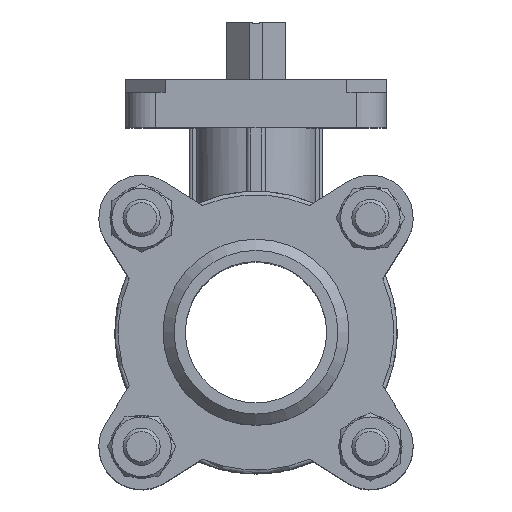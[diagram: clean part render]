
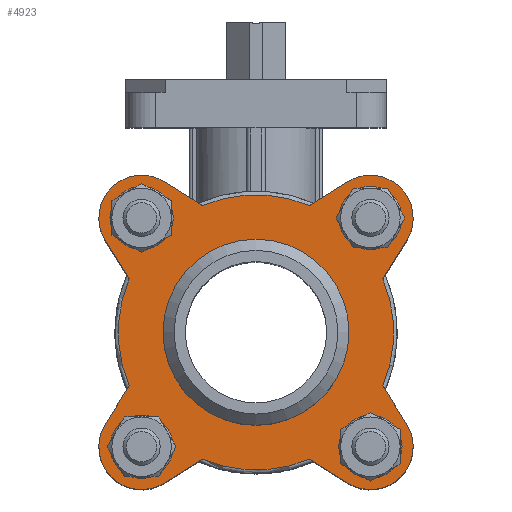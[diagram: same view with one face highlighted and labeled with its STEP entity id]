
A CAD part, top view. The second image highlights one B-rep face of the part: STEP entity #4923.
In plain terms, the highlighted planar face has unit normal (0, 0, 1).
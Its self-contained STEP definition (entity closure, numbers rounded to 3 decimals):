
#174=CIRCLE('',#5314,37.);
#177=CIRCLE('',#5318,37.);
#179=CIRCLE('',#5321,37.);
#187=CIRCLE('',#5335,25.);
#188=CIRCLE('',#5337,7.5);
#189=CIRCLE('',#5338,7.5);
#190=CIRCLE('',#5339,7.5);
#191=CIRCLE('',#5340,7.5);
#192=CIRCLE('',#5341,37.);
#193=CIRCLE('',#5342,11.5);
#194=CIRCLE('',#5343,11.5);
#195=CIRCLE('',#5344,11.5);
#196=CIRCLE('',#5345,11.5);
#904=ORIENTED_EDGE('',*,*,#2246,.T.);
#905=ORIENTED_EDGE('',*,*,#2247,.T.);
#906=ORIENTED_EDGE('',*,*,#2248,.T.);
#907=ORIENTED_EDGE('',*,*,#2249,.T.);
#908=ORIENTED_EDGE('',*,*,#2250,.F.);
#909=ORIENTED_EDGE('',*,*,#2251,.T.);
#910=ORIENTED_EDGE('',*,*,#2252,.T.);
#911=ORIENTED_EDGE('',*,*,#2253,.T.);
#912=ORIENTED_EDGE('',*,*,#2221,.F.);
#913=ORIENTED_EDGE('',*,*,#2254,.T.);
#914=ORIENTED_EDGE('',*,*,#2255,.T.);
#915=ORIENTED_EDGE('',*,*,#2256,.T.);
#916=ORIENTED_EDGE('',*,*,#2227,.F.);
#917=ORIENTED_EDGE('',*,*,#2257,.T.);
#918=ORIENTED_EDGE('',*,*,#2258,.T.);
#919=ORIENTED_EDGE('',*,*,#2259,.T.);
#920=ORIENTED_EDGE('',*,*,#2231,.F.);
#921=ORIENTED_EDGE('',*,*,#2260,.T.);
#922=ORIENTED_EDGE('',*,*,#2261,.T.);
#923=ORIENTED_EDGE('',*,*,#2262,.T.);
#924=ORIENTED_EDGE('',*,*,#2245,.T.);
#2221=EDGE_CURVE('',#2875,#2877,#174,.T.);
#2227=EDGE_CURVE('',#2882,#2880,#177,.T.);
#2231=EDGE_CURVE('',#2886,#2884,#179,.T.);
#2245=EDGE_CURVE('',#2898,#2898,#187,.T.);
#2246=EDGE_CURVE('',#2899,#2899,#188,.T.);
#2247=EDGE_CURVE('',#2900,#2900,#189,.T.);
#2248=EDGE_CURVE('',#2901,#2901,#190,.T.);
#2249=EDGE_CURVE('',#2902,#2902,#191,.T.);
#2250=EDGE_CURVE('',#2903,#2904,#192,.T.);
#2251=EDGE_CURVE('',#2903,#2905,#3323,.T.);
#2252=EDGE_CURVE('',#2905,#2906,#193,.T.);
#2253=EDGE_CURVE('',#2906,#2877,#3324,.T.);
#2254=EDGE_CURVE('',#2875,#2907,#3325,.T.);
#2255=EDGE_CURVE('',#2907,#2908,#194,.T.);
#2256=EDGE_CURVE('',#2908,#2880,#3326,.T.);
#2257=EDGE_CURVE('',#2882,#2909,#3327,.T.);
#2258=EDGE_CURVE('',#2909,#2910,#195,.T.);
#2259=EDGE_CURVE('',#2910,#2884,#3328,.T.);
#2260=EDGE_CURVE('',#2886,#2911,#3329,.T.);
#2261=EDGE_CURVE('',#2911,#2912,#196,.T.);
#2262=EDGE_CURVE('',#2912,#2904,#3330,.T.);
#2875=VERTEX_POINT('',#7766);
#2877=VERTEX_POINT('',#7769);
#2880=VERTEX_POINT('',#7784);
#2882=VERTEX_POINT('',#7792);
#2884=VERTEX_POINT('',#7801);
#2886=VERTEX_POINT('',#7809);
#2898=VERTEX_POINT('',#7842);
#2899=VERTEX_POINT('',#7845);
#2900=VERTEX_POINT('',#7847);
#2901=VERTEX_POINT('',#7849);
#2902=VERTEX_POINT('',#7851);
#2903=VERTEX_POINT('',#7853);
#2904=VERTEX_POINT('',#7854);
#2905=VERTEX_POINT('',#7856);
#2906=VERTEX_POINT('',#7858);
#2907=VERTEX_POINT('',#7861);
#2908=VERTEX_POINT('',#7863);
#2909=VERTEX_POINT('',#7866);
#2910=VERTEX_POINT('',#7868);
#2911=VERTEX_POINT('',#7871);
#2912=VERTEX_POINT('',#7873);
#3323=LINE('',#7855,#3684);
#3324=LINE('',#7859,#3685);
#3325=LINE('',#7860,#3686);
#3326=LINE('',#7864,#3687);
#3327=LINE('',#7865,#3688);
#3328=LINE('',#7869,#3689);
#3329=LINE('',#7870,#3690);
#3330=LINE('',#7874,#3691);
#3684=VECTOR('',#6210,1000.);
#3685=VECTOR('',#6213,1000.);
#3686=VECTOR('',#6214,1000.);
#3687=VECTOR('',#6217,1000.);
#3688=VECTOR('',#6218,1000.);
#3689=VECTOR('',#6221,1000.);
#3690=VECTOR('',#6222,1000.);
#3691=VECTOR('',#6225,1000.);
#3969=EDGE_LOOP('',(#904));
#3970=EDGE_LOOP('',(#905));
#3971=EDGE_LOOP('',(#906));
#3972=EDGE_LOOP('',(#907));
#3973=EDGE_LOOP('',(#908,#909,#910,#911,#912,#913,#914,#915,#916,#917,#918,
#919,#920,#921,#922,#923));
#3974=EDGE_LOOP('',(#924));
#4373=FACE_BOUND('',#3969,.T.);
#4374=FACE_BOUND('',#3970,.T.);
#4375=FACE_BOUND('',#3971,.T.);
#4376=FACE_BOUND('',#3972,.T.);
#4377=FACE_BOUND('',#3973,.T.);
#4378=FACE_BOUND('',#3974,.T.);
#4720=PLANE('',#5336);
#4923=ADVANCED_FACE('',(#4373,#4374,#4375,#4376,#4377,#4378),#4720,.F.);
#5314=AXIS2_PLACEMENT_3D('',#7768,#6148,#6149);
#5318=AXIS2_PLACEMENT_3D('',#7793,#6156,#6157);
#5321=AXIS2_PLACEMENT_3D('',#7810,#6162,#6163);
#5335=AXIS2_PLACEMENT_3D('',#7841,#6196,#6197);
#5336=AXIS2_PLACEMENT_3D('',#7843,#6198,#6199);
#5337=AXIS2_PLACEMENT_3D('',#7844,#6200,#6201);
#5338=AXIS2_PLACEMENT_3D('',#7846,#6202,#6203);
#5339=AXIS2_PLACEMENT_3D('',#7848,#6204,#6205);
#5340=AXIS2_PLACEMENT_3D('',#7850,#6206,#6207);
#5341=AXIS2_PLACEMENT_3D('',#7852,#6208,#6209);
#5342=AXIS2_PLACEMENT_3D('',#7857,#6211,#6212);
#5343=AXIS2_PLACEMENT_3D('',#7862,#6215,#6216);
#5344=AXIS2_PLACEMENT_3D('',#7867,#6219,#6220);
#5345=AXIS2_PLACEMENT_3D('',#7872,#6223,#6224);
#6148=DIRECTION('',(0.,0.,-1.));
#6149=DIRECTION('',(-1.,0.,0.));
#6156=DIRECTION('',(0.,0.,-1.));
#6157=DIRECTION('',(-1.,0.,0.));
#6162=DIRECTION('',(0.,0.,-1.));
#6163=DIRECTION('',(-1.,0.,0.));
#6196=DIRECTION('',(0.,0.,-1.));
#6197=DIRECTION('',(-1.,0.,0.));
#6198=DIRECTION('',(0.,0.,-1.));
#6199=DIRECTION('',(-1.,0.,0.));
#6200=DIRECTION('',(0.,0.,-1.));
#6201=DIRECTION('',(-1.,0.,0.));
#6202=DIRECTION('',(0.,0.,-1.));
#6203=DIRECTION('',(-1.,0.,0.));
#6204=DIRECTION('',(0.,0.,-1.));
#6205=DIRECTION('',(-1.,0.,0.));
#6206=DIRECTION('',(0.,0.,-1.));
#6207=DIRECTION('',(-1.,0.,0.));
#6208=DIRECTION('',(0.,0.,-1.));
#6209=DIRECTION('',(-1.,0.,0.));
#6210=DIRECTION('',(-0.848,0.53,0.));
#6211=DIRECTION('',(0.,0.,1.));
#6212=DIRECTION('',(1.,0.,0.));
#6213=DIRECTION('',(0.53,-0.848,0.));
#6214=DIRECTION('',(-0.53,-0.848,0.));
#6215=DIRECTION('',(0.,0.,1.));
#6216=DIRECTION('',(1.,0.,0.));
#6217=DIRECTION('',(0.848,0.53,0.));
#6218=DIRECTION('',(0.848,-0.53,0.));
#6219=DIRECTION('',(0.,0.,1.));
#6220=DIRECTION('',(1.,0.,0.));
#6221=DIRECTION('',(-0.53,0.848,0.));
#6222=DIRECTION('',(0.53,0.848,0.));
#6223=DIRECTION('',(0.,0.,1.));
#6224=DIRECTION('',(1.,0.,0.));
#6225=DIRECTION('',(-0.848,-0.53,0.));
#7766=CARTESIAN_POINT('',(-34.089,-14.386,38.));
#7768=CARTESIAN_POINT('',(0.,0.,38.));
#7769=CARTESIAN_POINT('',(-34.089,14.386,38.));
#7784=CARTESIAN_POINT('',(-14.386,-34.089,38.));
#7792=CARTESIAN_POINT('',(14.386,-34.089,38.));
#7793=CARTESIAN_POINT('',(0.,0.,38.));
#7801=CARTESIAN_POINT('',(34.089,-14.386,38.));
#7809=CARTESIAN_POINT('',(34.089,14.386,38.));
#7810=CARTESIAN_POINT('',(0.,0.,38.));
#7841=CARTESIAN_POINT('',(0.,0.,38.));
#7842=CARTESIAN_POINT('',(-25.,0.,38.));
#7843=CARTESIAN_POINT('',(0.,25.,38.));
#7844=CARTESIAN_POINT('',(-30.759,-30.759,38.));
#7845=CARTESIAN_POINT('',(-38.259,-30.759,38.));
#7846=CARTESIAN_POINT('',(-30.759,30.759,38.));
#7847=CARTESIAN_POINT('',(-38.259,30.759,38.));
#7848=CARTESIAN_POINT('',(30.759,-30.759,38.));
#7849=CARTESIAN_POINT('',(23.259,-30.759,38.));
#7850=CARTESIAN_POINT('',(30.759,30.759,38.));
#7851=CARTESIAN_POINT('',(23.259,30.759,38.));
#7852=CARTESIAN_POINT('',(0.,0.,38.));
#7853=CARTESIAN_POINT('',(-14.386,34.089,38.));
#7854=CARTESIAN_POINT('',(14.386,34.089,38.));
#7855=CARTESIAN_POINT('',(0.,25.099,38.));
#7856=CARTESIAN_POINT('',(-24.665,40.512,38.));
#7857=CARTESIAN_POINT('',(-30.759,30.759,38.));
#7858=CARTESIAN_POINT('',(-40.512,24.665,38.));
#7859=CARTESIAN_POINT('',(-40.512,24.665,38.));
#7860=CARTESIAN_POINT('',(-25.099,0.,38.));
#7861=CARTESIAN_POINT('',(-40.512,-24.665,38.));
#7862=CARTESIAN_POINT('',(-30.759,-30.759,38.));
#7863=CARTESIAN_POINT('',(-24.665,-40.512,38.));
#7864=CARTESIAN_POINT('',(-24.665,-40.512,38.));
#7865=CARTESIAN_POINT('',(0.,-25.099,38.));
#7866=CARTESIAN_POINT('',(24.665,-40.512,38.));
#7867=CARTESIAN_POINT('',(30.759,-30.759,38.));
#7868=CARTESIAN_POINT('',(40.512,-24.665,38.));
#7869=CARTESIAN_POINT('',(40.512,-24.665,38.));
#7870=CARTESIAN_POINT('',(25.099,0.,38.));
#7871=CARTESIAN_POINT('',(40.512,24.665,38.));
#7872=CARTESIAN_POINT('',(30.759,30.759,38.));
#7873=CARTESIAN_POINT('',(24.665,40.512,38.));
#7874=CARTESIAN_POINT('',(24.665,40.512,38.));
